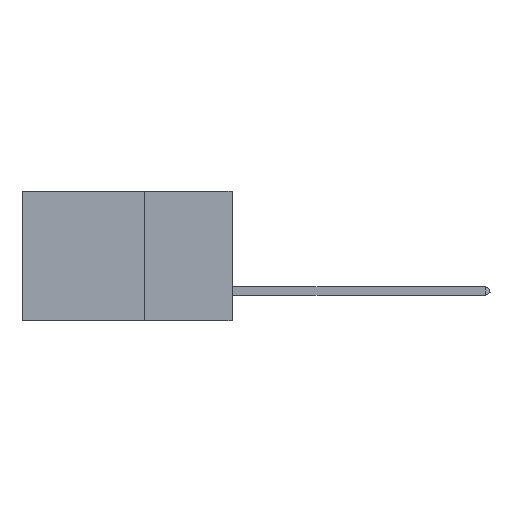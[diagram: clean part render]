
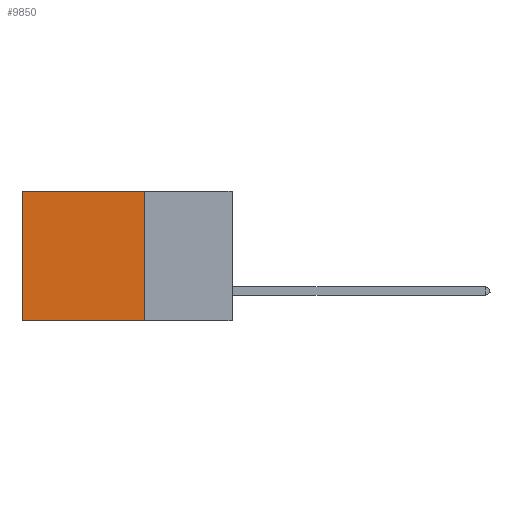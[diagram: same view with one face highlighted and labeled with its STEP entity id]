
A CAD part, left-side view. The second image highlights one B-rep face of the part: STEP entity #9850.
In plain terms, the highlighted planar face has unit normal (-1, 0, 0).
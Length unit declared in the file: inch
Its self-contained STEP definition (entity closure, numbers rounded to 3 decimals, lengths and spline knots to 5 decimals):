
#658 = PLANE ( 'NONE',  #18437 ) ;
#1562 = DIRECTION ( 'NONE',  ( 0., 0., -1. ) ) ;
#2333 = FACE_OUTER_BOUND ( 'NONE', #5190, .T. ) ;
#2654 = CARTESIAN_POINT ( 'NONE',  ( 0.2875, 0.6, -0.37 ) ) ;
#4202 = LINE ( 'NONE', #44373, #21950 ) ;
#5190 = EDGE_LOOP ( 'NONE', ( #41594, #37914, #21181, #43566 ) ) ;
#8684 = CARTESIAN_POINT ( 'NONE',  ( 0.2875, 0.25, 0. ) ) ;
#8956 = CARTESIAN_POINT ( 'NONE',  ( 0.2875, 0.25, 0. ) ) ;
#9850 = ADVANCED_FACE ( 'NONE', ( #2333 ), #658, .F. ) ;
#13040 = VERTEX_POINT ( 'NONE', #27105 ) ;
#13528 = DIRECTION ( 'NONE',  ( 0., 0., -1. ) ) ;
#16030 = EDGE_CURVE ( 'NONE', #33742, #25410, #18721, .T. ) ;
#16548 = EDGE_CURVE ( 'NONE', #13040, #25410, #38716, .T. ) ;
#18437 = AXIS2_PLACEMENT_3D ( 'NONE', #27051, #34643, #27384 ) ;
#18568 = EDGE_CURVE ( 'NONE', #23891, #13040, #4202, .T. ) ;
#18721 = LINE ( 'NONE', #21356, #39923 ) ;
#21181 = ORIENTED_EDGE ( 'NONE', *, *, #47943, .F. ) ;
#21356 = CARTESIAN_POINT ( 'NONE',  ( 0.2875, 0.25, -0.37 ) ) ;
#21950 = VECTOR ( 'NONE', #44212, 39.37008 ) ;
#22201 = VECTOR ( 'NONE', #13528, 39.37008 ) ;
#23340 = VECTOR ( 'NONE', #1562, 39.37008 ) ;
#23891 = VERTEX_POINT ( 'NONE', #8956 ) ;
#25410 = VERTEX_POINT ( 'NONE', #2654 ) ;
#27051 = CARTESIAN_POINT ( 'NONE',  ( 0.2875, 0.25, 0. ) ) ;
#27105 = CARTESIAN_POINT ( 'NONE',  ( 0.2875, 0.6, 0. ) ) ;
#27384 = DIRECTION ( 'NONE',  ( 0., 0., -1. ) ) ;
#28064 = LINE ( 'NONE', #8684, #23340 ) ;
#28765 = DIRECTION ( 'NONE',  ( 0., 1., 0. ) ) ;
#28841 = CARTESIAN_POINT ( 'NONE',  ( 0.2875, 0.6, 0. ) ) ;
#28956 = CARTESIAN_POINT ( 'NONE',  ( 0.2875, 0.25, -0.37 ) ) ;
#33742 = VERTEX_POINT ( 'NONE', #28956 ) ;
#34643 = DIRECTION ( 'NONE',  ( 1., 0., 0. ) ) ;
#37914 = ORIENTED_EDGE ( 'NONE', *, *, #16030, .F. ) ;
#38716 = LINE ( 'NONE', #28841, #22201 ) ;
#39923 = VECTOR ( 'NONE', #28765, 39.37008 ) ;
#41594 = ORIENTED_EDGE ( 'NONE', *, *, #16548, .T. ) ;
#43566 = ORIENTED_EDGE ( 'NONE', *, *, #18568, .T. ) ;
#44212 = DIRECTION ( 'NONE',  ( 0., 1., 0. ) ) ;
#44373 = CARTESIAN_POINT ( 'NONE',  ( 0.2875, 0.25, 0. ) ) ;
#47943 = EDGE_CURVE ( 'NONE', #23891, #33742, #28064, .T. ) ;
